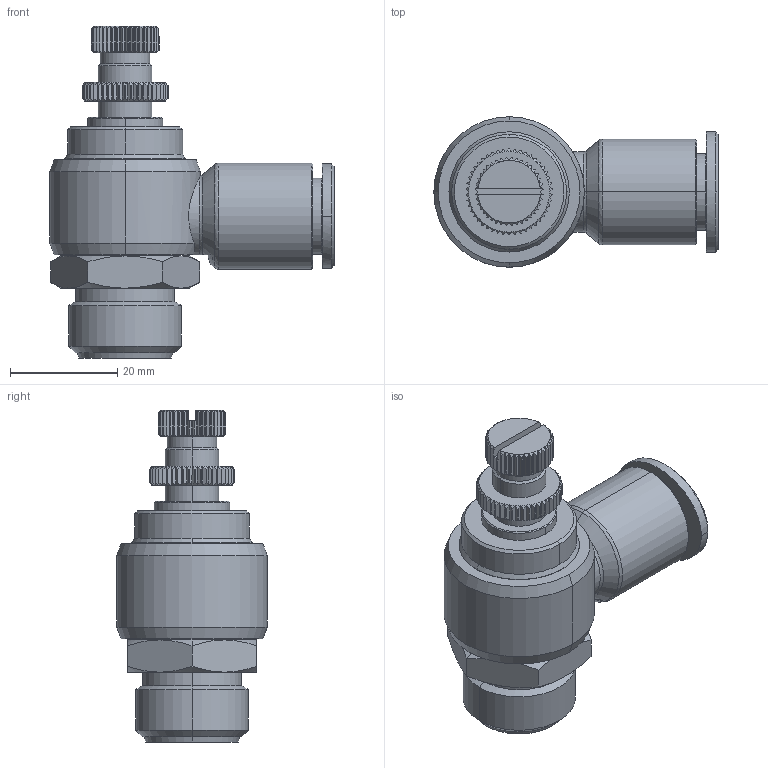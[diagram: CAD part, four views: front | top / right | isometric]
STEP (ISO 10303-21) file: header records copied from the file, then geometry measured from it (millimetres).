
FILE_DESCRIPTION (( 'STEP AP214' ), '1' );
FILE_NAME ('NSE12-G04_OUT.STEP', '2015-10-28T12:55:41', ( '' ), ( '' ), 'SwSTEP 2.0', 'SolidWorks 2015', '' );
FILE_SCHEMA (( 'AUTOMOTIVE_DESIGN' ));
Length unit declared in the file: millimetre
Products named in the file (2): ｦ+ﾃｦ1_1; NSE12-G04_OUT
Assembly tree (1 placements, depth 2):
  NSE12-G04_OUT
    ｦ+ﾃｦ1_1
Bounding box: 52.9 x 28 x 61.8 mm (x, y, z)
Volume: 26757.1 mm3; surface area: 9203.4 mm2
Topology: 1 solids, 1 shells, 855 faces, 2258 edges, 1429 vertices
Faces by surface type: plane 532, cylinder 166, cone 140, bspline 15, torus 2
Entity records: 29120 total; most frequent: CARTESIAN_POINT 8154, ORIENTED_EDGE 4516, DIRECTION 3839, EDGE_CURVE 2258, VERTEX_POINT 1429, LINE 1365, VECTOR 1365, AXIS2_PLACEMENT_3D 1237
